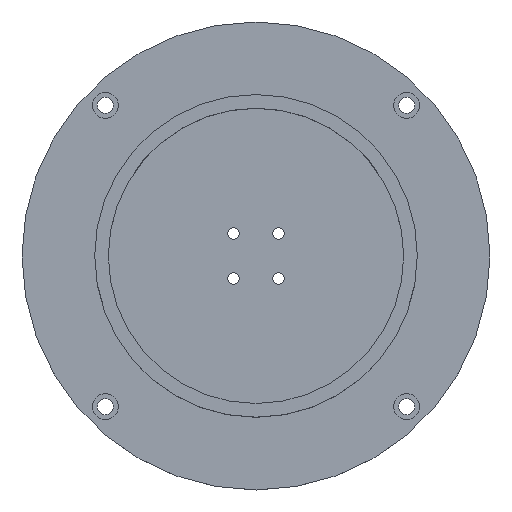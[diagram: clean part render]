
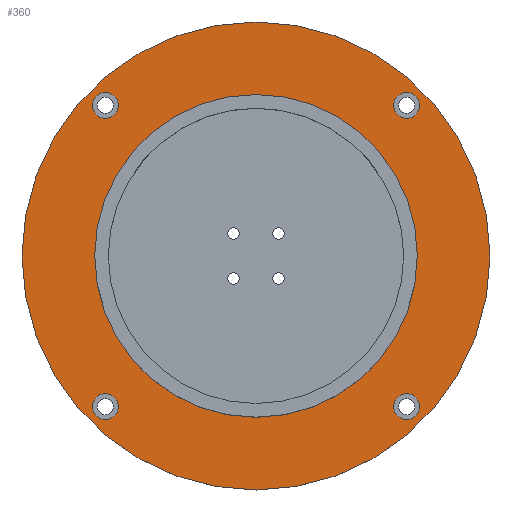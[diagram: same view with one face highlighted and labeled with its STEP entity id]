
A CAD part, top view. The second image highlights one B-rep face of the part: STEP entity #360.
In plain terms, the highlighted planar face has unit normal (0, 0, 1).
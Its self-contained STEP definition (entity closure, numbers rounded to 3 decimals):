
#16=FACE_BOUND('',#77,.T.);
#17=FACE_BOUND('',#78,.T.);
#18=FACE_BOUND('',#79,.T.);
#19=FACE_BOUND('',#80,.T.);
#20=FACE_BOUND('',#81,.T.);
#38=PLANE('',#409);
#52=FACE_OUTER_BOUND('',#76,.T.);
#76=EDGE_LOOP('',(#274));
#77=EDGE_LOOP('',(#275));
#78=EDGE_LOOP('',(#276));
#79=EDGE_LOOP('',(#277));
#80=EDGE_LOOP('',(#278));
#81=EDGE_LOOP('',(#279));
#154=CIRCLE('',#407,35.5);
#155=CIRCLE('',#410,51.5);
#156=CIRCLE('',#411,2.85);
#157=CIRCLE('',#412,2.85);
#158=CIRCLE('',#413,2.85);
#159=CIRCLE('',#414,2.85);
#184=VERTEX_POINT('',#600);
#185=VERTEX_POINT('',#605);
#186=VERTEX_POINT('',#607);
#187=VERTEX_POINT('',#609);
#188=VERTEX_POINT('',#611);
#189=VERTEX_POINT('',#613);
#220=EDGE_CURVE('',#184,#184,#154,.T.);
#221=EDGE_CURVE('',#185,#185,#155,.T.);
#222=EDGE_CURVE('',#186,#186,#156,.T.);
#223=EDGE_CURVE('',#187,#187,#157,.T.);
#224=EDGE_CURVE('',#188,#188,#158,.T.);
#225=EDGE_CURVE('',#189,#189,#159,.T.);
#274=ORIENTED_EDGE('',*,*,#221,.T.);
#275=ORIENTED_EDGE('',*,*,#222,.T.);
#276=ORIENTED_EDGE('',*,*,#223,.T.);
#277=ORIENTED_EDGE('',*,*,#224,.T.);
#278=ORIENTED_EDGE('',*,*,#225,.T.);
#279=ORIENTED_EDGE('',*,*,#220,.T.);
#360=ADVANCED_FACE('',(#52,#16,#17,#18,#19,#20),#38,.T.);
#407=AXIS2_PLACEMENT_3D('',#602,#485,#486);
#409=AXIS2_PLACEMENT_3D('',#604,#489,#490);
#410=AXIS2_PLACEMENT_3D('',#606,#491,#492);
#411=AXIS2_PLACEMENT_3D('',#608,#493,#494);
#412=AXIS2_PLACEMENT_3D('',#610,#495,#496);
#413=AXIS2_PLACEMENT_3D('',#612,#497,#498);
#414=AXIS2_PLACEMENT_3D('',#614,#499,#500);
#485=DIRECTION('center_axis',(0.,0.,-1.));
#486=DIRECTION('ref_axis',(1.,0.,0.));
#489=DIRECTION('center_axis',(0.,0.,1.));
#490=DIRECTION('ref_axis',(1.,0.,0.));
#491=DIRECTION('center_axis',(0.,0.,1.));
#492=DIRECTION('ref_axis',(1.,0.,0.));
#493=DIRECTION('center_axis',(0.,0.,-1.));
#494=DIRECTION('ref_axis',(1.,0.,0.));
#495=DIRECTION('center_axis',(0.,0.,-1.));
#496=DIRECTION('ref_axis',(1.,0.,0.));
#497=DIRECTION('center_axis',(0.,0.,-1.));
#498=DIRECTION('ref_axis',(1.,0.,0.));
#499=DIRECTION('center_axis',(0.,0.,-1.));
#500=DIRECTION('ref_axis',(1.,0.,0.));
#600=CARTESIAN_POINT('',(-35.5,0.,4.));
#602=CARTESIAN_POINT('Origin',(0.,0.,4.));
#604=CARTESIAN_POINT('Origin',(0.,0.,4.));
#605=CARTESIAN_POINT('',(-51.5,0.,4.));
#606=CARTESIAN_POINT('Origin',(0.,0.,4.));
#607=CARTESIAN_POINT('',(30.307,33.157,4.));
#608=CARTESIAN_POINT('Origin',(33.157,33.157,4.));
#609=CARTESIAN_POINT('',(-36.007,-33.157,4.));
#610=CARTESIAN_POINT('Origin',(-33.157,-33.157,4.));
#611=CARTESIAN_POINT('',(30.307,-33.157,4.));
#612=CARTESIAN_POINT('Origin',(33.157,-33.157,4.));
#613=CARTESIAN_POINT('',(-36.007,33.157,4.));
#614=CARTESIAN_POINT('Origin',(-33.157,33.157,4.));
